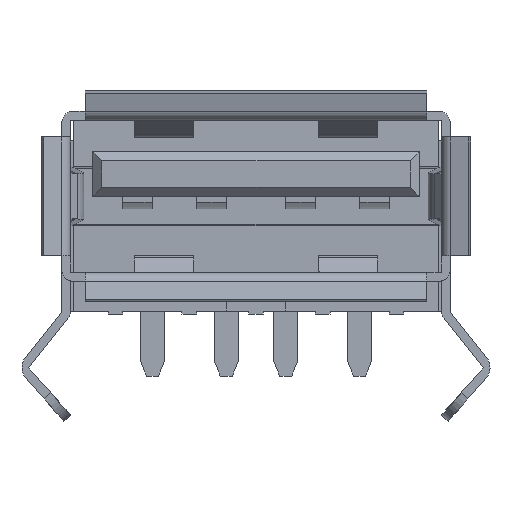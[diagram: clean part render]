
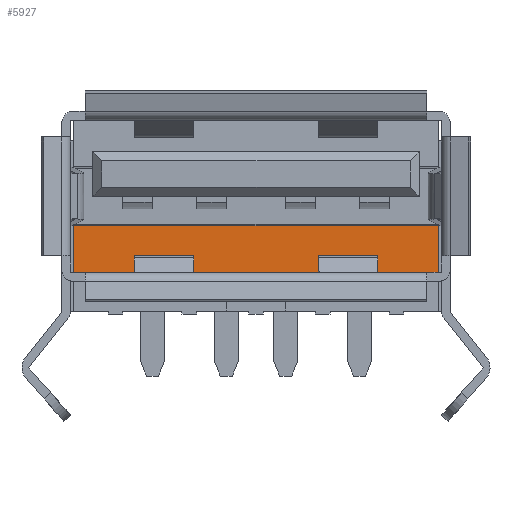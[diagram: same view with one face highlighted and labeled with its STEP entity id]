
A CAD part, front view. The second image highlights one B-rep face of the part: STEP entity #5927.
In plain terms, the highlighted planar face has unit normal (0, -1, 0).
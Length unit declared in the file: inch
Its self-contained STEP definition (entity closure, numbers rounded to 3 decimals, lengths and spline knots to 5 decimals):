
#311 = VECTOR ( 'NONE', #8165, 39.37008 ) ;
#623 = EDGE_CURVE ( 'NONE', #3105, #1061, #9395, .T. ) ;
#827 = CARTESIAN_POINT ( 'NONE',  ( -0.24213, 0.29469, -0.10098 ) ) ;
#1061 = VERTEX_POINT ( 'NONE', #2031 ) ;
#1387 = DIRECTION ( 'NONE',  ( -1., 0., 0. ) ) ;
#1466 = PLANE ( 'NONE',  #9834 ) ;
#1872 = DIRECTION ( 'NONE',  ( 0., 0., -1. ) ) ;
#2031 = CARTESIAN_POINT ( 'NONE',  ( 0.24213, 0.29469, -0.10098 ) ) ;
#2106 = EDGE_CURVE ( 'NONE', #5110, #2418, #6008, .T. ) ;
#2228 = DIRECTION ( 'NONE',  ( -1., 0., 0. ) ) ;
#2349 = FACE_OUTER_BOUND ( 'NONE', #3787, .T. ) ;
#2418 = VERTEX_POINT ( 'NONE', #827 ) ;
#2853 = EDGE_CURVE ( 'NONE', #3105, #5110, #8132, .T. ) ;
#3105 = VERTEX_POINT ( 'NONE', #4697 ) ;
#3406 = VECTOR ( 'NONE', #1872, 39.37008 ) ;
#3414 = VECTOR ( 'NONE', #1387, 39.37008 ) ;
#3787 = EDGE_LOOP ( 'NONE', ( #7511, #7486, #9304, #9473 ) ) ;
#4148 = CARTESIAN_POINT ( 'NONE',  ( -0.24213, 0.29469, 0.10098 ) ) ;
#4697 = CARTESIAN_POINT ( 'NONE',  ( 0.24213, 0.29469, -0.03937 ) ) ;
#5110 = VERTEX_POINT ( 'NONE', #7458 ) ;
#5228 = CARTESIAN_POINT ( 'NONE',  ( 0.24283, 0.29469, -0.03937 ) ) ;
#5314 = CARTESIAN_POINT ( 'NONE',  ( 0.24213, 0.29469, 0.10098 ) ) ;
#5927 = ADVANCED_FACE ( 'NONE', ( #2349 ), #1466, .T. ) ;
#6008 = LINE ( 'NONE', #4148, #3406 ) ;
#6068 = DIRECTION ( 'NONE',  ( 0., -1., 0. ) ) ;
#7066 = EDGE_CURVE ( 'NONE', #1061, #2418, #9728, .T. ) ;
#7440 = CARTESIAN_POINT ( 'NONE',  ( 0.24213, 0.29469, -0.10098 ) ) ;
#7458 = CARTESIAN_POINT ( 'NONE',  ( -0.24213, 0.29469, -0.03937 ) ) ;
#7486 = ORIENTED_EDGE ( 'NONE', *, *, #2106, .T. ) ;
#7511 = ORIENTED_EDGE ( 'NONE', *, *, #2853, .T. ) ;
#7584 = DIRECTION ( 'NONE',  ( -1., 0., 0. ) ) ;
#8132 = LINE ( 'NONE', #5228, #8975 ) ;
#8165 = DIRECTION ( 'NONE',  ( 0., 0., -1. ) ) ;
#8975 = VECTOR ( 'NONE', #2228, 39.37008 ) ;
#9304 = ORIENTED_EDGE ( 'NONE', *, *, #7066, .F. ) ;
#9395 = LINE ( 'NONE', #9746, #311 ) ;
#9473 = ORIENTED_EDGE ( 'NONE', *, *, #623, .F. ) ;
#9728 = LINE ( 'NONE', #7440, #3414 ) ;
#9746 = CARTESIAN_POINT ( 'NONE',  ( 0.24213, 0.29469, 0.10098 ) ) ;
#9834 = AXIS2_PLACEMENT_3D ( 'NONE', #5314, #6068, #7584 ) ;
